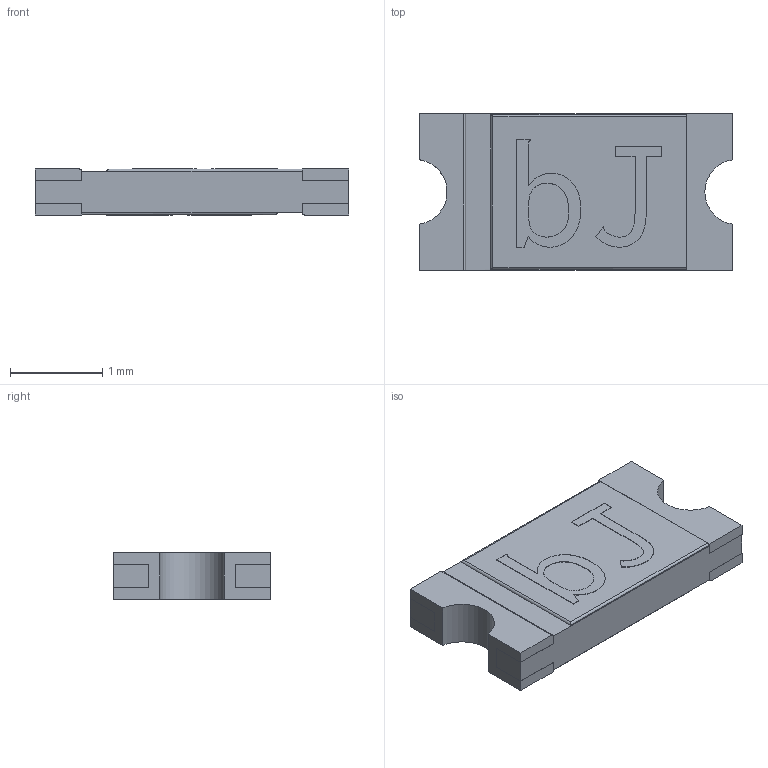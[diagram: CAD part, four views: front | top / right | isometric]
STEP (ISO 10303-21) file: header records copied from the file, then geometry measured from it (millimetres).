
FILE_DESCRIPTION (( 'STEP AP214' ), '1' );
FILE_NAME ('User Library-0ZCJ0035FF2G-1.STEP', '2020-08-29T21:30:44', ( '' ), ( '' ), 'SwSTEP 2.0', 'SolidWorks 2020', '' );
FILE_SCHEMA (( 'AUTOMOTIVE_DESIGN' ));
Length unit declared in the file: millimetre
Products named in the file (1): User Library-0ZCJ0035FF2G-1
Bounding box: 3.4 x 1.7 x 0.51 mm (x, y, z)
Volume: 2.7 mm3; surface area: 16.4 mm2
Topology: 1 solids, 1 shells, 179 faces, 505 edges, 334 vertices
Faces by surface type: plane 84, bspline 84, cylinder 11
Entity records: 6682 total; most frequent: CARTESIAN_POINT 1927, ORIENTED_EDGE 1010, DIRECTION 539, EDGE_CURVE 505, VERTEX_POINT 334, LINE 319, VECTOR 319, EDGE_LOOP 185
